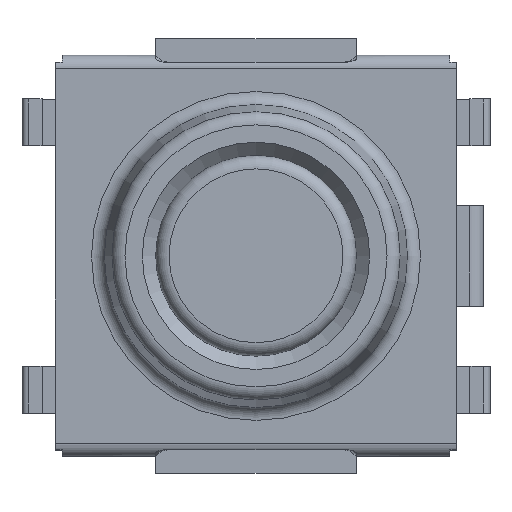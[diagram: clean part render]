
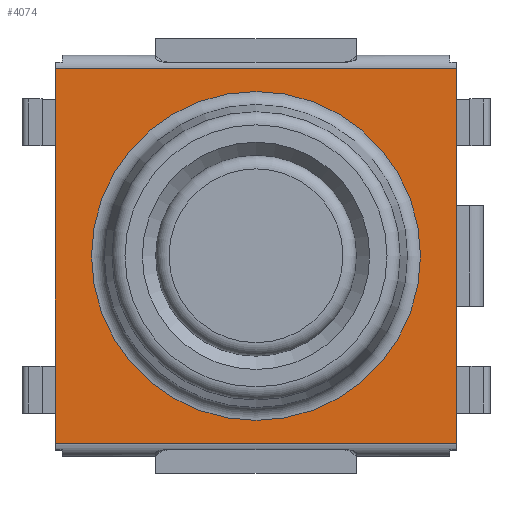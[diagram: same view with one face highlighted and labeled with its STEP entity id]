
A CAD part, top view. The second image highlights one B-rep face of the part: STEP entity #4074.
In plain terms, the highlighted face is planar.
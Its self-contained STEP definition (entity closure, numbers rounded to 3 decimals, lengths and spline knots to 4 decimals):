
#336=LINE('',#6060,#773);
#337=LINE('',#6062,#774);
#338=LINE('',#6064,#775);
#339=LINE('',#6065,#776);
#773=VECTOR('',#5022,6.);
#774=VECTOR('',#5023,5.6);
#775=VECTOR('',#5024,6.);
#776=VECTOR('',#5025,5.6);
#1177=PLANE('',#4379);
#1274=FACE_BOUND('',#1623,.T.);
#1382=FACE_OUTER_BOUND('',#1622,.T.);
#1622=EDGE_LOOP('',(#3280,#3281,#3282,#3283));
#1623=EDGE_LOOP('',(#3284));
#1808=CIRCLE('',#4375,2.46);
#1998=VERTEX_POINT('',#6050);
#2001=VERTEX_POINT('',#6058);
#2002=VERTEX_POINT('',#6059);
#2003=VERTEX_POINT('',#6061);
#2004=VERTEX_POINT('',#6063);
#2462=EDGE_CURVE('',#1998,#1998,#1808,.T.);
#2465=EDGE_CURVE('',#2001,#2002,#336,.T.);
#2466=EDGE_CURVE('',#2001,#2003,#337,.T.);
#2467=EDGE_CURVE('',#2004,#2003,#338,.T.);
#2468=EDGE_CURVE('',#2004,#2002,#339,.T.);
#3280=ORIENTED_EDGE('',*,*,#2465,.F.);
#3281=ORIENTED_EDGE('',*,*,#2466,.T.);
#3282=ORIENTED_EDGE('',*,*,#2467,.F.);
#3283=ORIENTED_EDGE('',*,*,#2468,.T.);
#3284=ORIENTED_EDGE('',*,*,#2462,.F.);
#4074=ADVANCED_FACE('',(#1382,#1274),#1177,.T.);
#4375=AXIS2_PLACEMENT_3D('',#6051,#5012,#5013);
#4379=AXIS2_PLACEMENT_3D('',#6057,#5020,#5021);
#5012=DIRECTION('center_axis',(0.,1.,0.));
#5013=DIRECTION('ref_axis',(0.,0.,1.));
#5020=DIRECTION('center_axis',(0.,1.,0.));
#5021=DIRECTION('ref_axis',(0.,0.,1.));
#5022=DIRECTION('',(1.,0.,0.));
#5023=DIRECTION('',(0.,0.,1.));
#5024=DIRECTION('',(-1.,0.,0.));
#5025=DIRECTION('',(0.,0.,-1.));
#6050=CARTESIAN_POINT('',(0.,2.,-2.46));
#6051=CARTESIAN_POINT('Origin',(0.,2.,0.));
#6057=CARTESIAN_POINT('Origin',(-3.,2.,2.9));
#6058=CARTESIAN_POINT('',(-3.,2.,-2.8));
#6059=CARTESIAN_POINT('',(3.,2.,-2.8));
#6060=CARTESIAN_POINT('',(-0.05,2.,-2.8));
#6061=CARTESIAN_POINT('',(-3.,2.,2.8));
#6062=CARTESIAN_POINT('',(-3.,2.,-2.9));
#6063=CARTESIAN_POINT('',(3.,2.,2.8));
#6064=CARTESIAN_POINT('',(-0.05,2.,2.8));
#6065=CARTESIAN_POINT('',(3.,2.,1.075));
